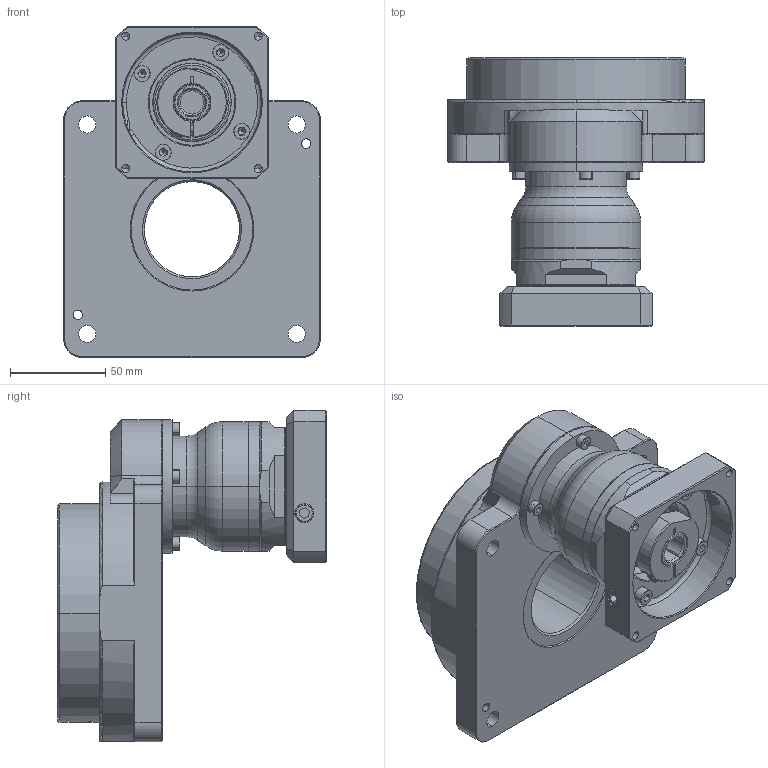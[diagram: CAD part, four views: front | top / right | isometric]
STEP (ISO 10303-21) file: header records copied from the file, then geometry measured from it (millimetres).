
FILE_DESCRIPTION (( 'STEP AP203' ), '1' );
FILE_NAME ('HLMT135-2-N34EB.step', '2021-03-30T01:56:39', ( 'lim' ), ( '' ), 'SwSTEP 2.0', 'SolidWorks 2020', '' );
FILE_SCHEMA (( 'CONFIG_CONTROL_DESIGN' ));
Length unit declared in the file: millimetre
Products named in the file (1): HLMT135-2-N34EB
Bounding box: 135 x 141 x 174.1 mm (x, y, z)
Volume: 947254.2 mm3; surface area: 126778.2 mm2
Topology: 2 solids, 23 shells, 879 faces, 2106 edges, 1259 vertices
Faces by surface type: plane 316, cylinder 260, cone 253, torus 45, bspline 5
Entity records: 27299 total; most frequent: CARTESIAN_POINT 6737, DIRECTION 4577, ORIENTED_EDGE 4064, EDGE_CURVE 2032, AXIS2_PLACEMENT_3D 1819, VERTEX_POINT 1259, EDGE_LOOP 993, CIRCLE 944
